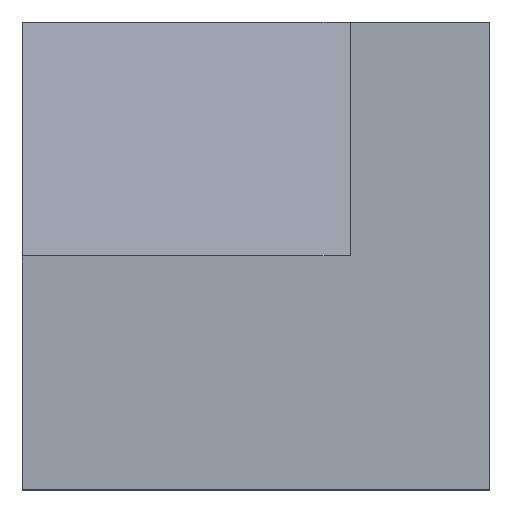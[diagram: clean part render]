
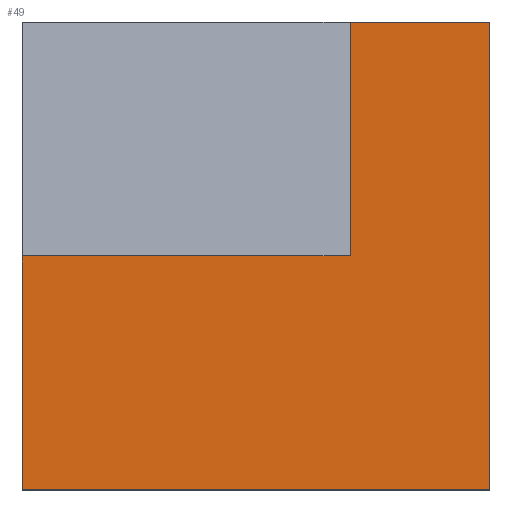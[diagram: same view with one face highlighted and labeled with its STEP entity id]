
A CAD part, top view. The second image highlights one B-rep face of the part: STEP entity #49.
In plain terms, the highlighted planar face has unit normal (0, 0, 1).
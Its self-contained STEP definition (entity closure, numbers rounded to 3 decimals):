
#49=ADVANCED_FACE('',(#61),#62,.T.);
#61=FACE_OUTER_BOUND('',#77,.T.);
#62=PLANE('',#78);
#77=EDGE_LOOP('',(#108,#109,#110,#111,#112,#113));
#78=AXIS2_PLACEMENT_3D('',#114,#115,#116);
#108=ORIENTED_EDGE('',*,*,#154,.T.);
#109=ORIENTED_EDGE('',*,*,#156,.T.);
#110=ORIENTED_EDGE('',*,*,#157,.T.);
#111=ORIENTED_EDGE('',*,*,#158,.T.);
#112=ORIENTED_EDGE('',*,*,#159,.T.);
#113=ORIENTED_EDGE('',*,*,#149,.T.);
#114=CARTESIAN_POINT('',(0.0,0.0,1.5));
#115=DIRECTION('',(0.0,0.0,1.0));
#116=DIRECTION('',(1.0,0.0,0.0));
#149=EDGE_CURVE('',#170,#168,#171,.T.);
#154=EDGE_CURVE('',#168,#177,#179,.T.);
#156=EDGE_CURVE('',#177,#180,#182,.T.);
#157=EDGE_CURVE('',#180,#183,#184,.T.);
#158=EDGE_CURVE('',#183,#185,#186,.T.);
#159=EDGE_CURVE('',#185,#170,#187,.T.);
#168=VERTEX_POINT('',#199);
#170=VERTEX_POINT('',#202);
#171=LINE('',#203,#204);
#177=VERTEX_POINT('',#213);
#179=LINE('',#216,#217);
#180=VERTEX_POINT('',#218);
#182=LINE('',#221,#222);
#183=VERTEX_POINT('',#223);
#184=LINE('',#224,#225);
#185=VERTEX_POINT('',#226);
#186=LINE('',#227,#228);
#187=LINE('',#229,#230);
#199=CARTESIAN_POINT('',(2.012,5.0,1.5));
#202=CARTESIAN_POINT('',(5.0,5.0,1.5));
#203=CARTESIAN_POINT('',(0.0,5.0,1.5));
#204=VECTOR('',#245,1.0);
#213=CARTESIAN_POINT('',(2.012,0.0,1.5));
#216=CARTESIAN_POINT('',(2.012,1.25,1.5));
#217=VECTOR('',#250,1.0);
#218=CARTESIAN_POINT('',(-5.0,0.0,1.5));
#221=CARTESIAN_POINT('',(-0.5,0.0,1.5));
#222=VECTOR('',#252,1.0);
#223=CARTESIAN_POINT('',(-5.0,-5.0,1.5));
#224=CARTESIAN_POINT('',(-5.0,0.0,1.5));
#225=VECTOR('',#253,1.0);
#226=CARTESIAN_POINT('',(5.0,-5.0,1.5));
#227=CARTESIAN_POINT('',(0.0,-5.0,1.5));
#228=VECTOR('',#254,1.0);
#229=CARTESIAN_POINT('',(5.0,0.0,1.5));
#230=VECTOR('',#255,1.0);
#245=DIRECTION('',(-1.0,0.0,0.0));
#250=DIRECTION('',(0.0,-1.0,0.0));
#252=DIRECTION('',(-1.0,0.0,0.0));
#253=DIRECTION('',(0.0,-1.0,0.0));
#254=DIRECTION('',(1.0,0.0,0.0));
#255=DIRECTION('',(0.0,1.0,0.0));
